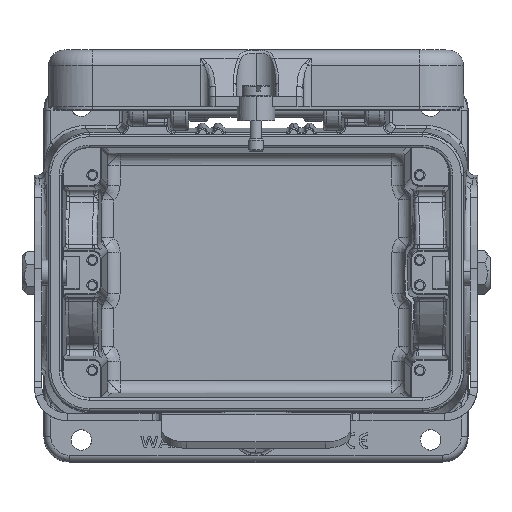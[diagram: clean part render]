
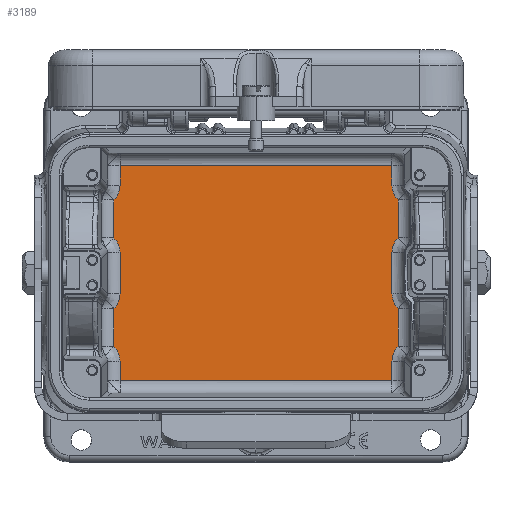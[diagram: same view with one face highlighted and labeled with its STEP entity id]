
A CAD part, top view. The second image highlights one B-rep face of the part: STEP entity #3189.
In plain terms, the highlighted planar face has unit normal (0, 0, 1).
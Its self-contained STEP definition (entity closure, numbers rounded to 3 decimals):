
#1019=FACE_OUTER_BOUND('',#7050,.T.);
#2048=B_SPLINE_CURVE_WITH_KNOTS('',3,(#27327,#27328,#27329,#27330),
 .UNSPECIFIED.,.F.,.F.,(4,4),(0.,1.),.UNSPECIFIED.);
#2049=B_SPLINE_CURVE_WITH_KNOTS('',3,(#27352,#27353,#27354,#27355),
 .UNSPECIFIED.,.F.,.F.,(4,4),(0.,1.),.UNSPECIFIED.);
#2057=B_SPLINE_CURVE_WITH_KNOTS('',3,(#27455,#27456,#27457,#27458),
 .UNSPECIFIED.,.F.,.F.,(4,4),(0.,1.),.UNSPECIFIED.);
#2058=B_SPLINE_CURVE_WITH_KNOTS('',3,(#27480,#27481,#27482,#27483),
 .UNSPECIFIED.,.F.,.F.,(4,4),(0.,1.),.UNSPECIFIED.);
#2064=B_SPLINE_CURVE_WITH_KNOTS('',3,(#27561,#27562,#27563,#27564),
 .UNSPECIFIED.,.F.,.F.,(4,4),(0.,1.),.UNSPECIFIED.);
#2065=B_SPLINE_CURVE_WITH_KNOTS('',3,(#27586,#27587,#27588,#27589),
 .UNSPECIFIED.,.F.,.F.,(4,4),(0.,1.),.UNSPECIFIED.);
#2073=B_SPLINE_CURVE_WITH_KNOTS('',3,(#27702,#27703,#27704,#27705),
 .UNSPECIFIED.,.F.,.F.,(4,4),(0.,1.),.UNSPECIFIED.);
#2079=B_SPLINE_CURVE_WITH_KNOTS('',3,(#27807,#27808,#27809,#27810),
 .UNSPECIFIED.,.F.,.F.,(4,4),(0.,1.),.UNSPECIFIED.);
#3189=ADVANCED_FACE('NONE',(#1019),#4032,.T.);
#4032=PLANE('',#18246);
#4641=LINE('',#28165,#5756);
#4642=LINE('',#28167,#5757);
#4643=LINE('',#28169,#5758);
#4644=LINE('',#28171,#5759);
#4647=LINE('',#28184,#5762);
#4648=LINE('',#28188,#5763);
#4649=LINE('',#28190,#5764);
#4650=LINE('',#28192,#5765);
#4651=LINE('',#28194,#5766);
#4654=LINE('',#28202,#5769);
#4715=LINE('',#28756,#5830);
#4716=LINE('',#28757,#5831);
#5756=VECTOR('',#20056,1.);
#5757=VECTOR('',#20059,1.);
#5758=VECTOR('',#20062,1.);
#5759=VECTOR('',#20065,1.);
#5762=VECTOR('',#20070,1.);
#5763=VECTOR('',#20075,1.);
#5764=VECTOR('',#20078,1.);
#5765=VECTOR('',#20081,1.);
#5766=VECTOR('',#20084,1.);
#5769=VECTOR('',#20091,1.);
#5830=VECTOR('',#20256,1.);
#5831=VECTOR('',#20257,1.);
#7050=EDGE_LOOP('',(#9257,#9258,#9259,#9260,#9261,#9262,#9263,#9264,#9265,
#9266,#9267,#9268,#9269,#9270,#9271,#9272,#9273,#9274,#9275,#9276));
#9257=ORIENTED_EDGE('',*,*,#15552,.T.);
#9258=ORIENTED_EDGE('',*,*,#15656,.T.);
#9259=ORIENTED_EDGE('',*,*,#15577,.T.);
#9260=ORIENTED_EDGE('',*,*,#15657,.T.);
#9261=ORIENTED_EDGE('',*,*,#15778,.T.);
#9262=ORIENTED_EDGE('',*,*,#15661,.T.);
#9263=ORIENTED_EDGE('',*,*,#15565,.T.);
#9264=ORIENTED_EDGE('',*,*,#15645,.T.);
#9265=ORIENTED_EDGE('',*,*,#15525,.T.);
#9266=ORIENTED_EDGE('',*,*,#15646,.T.);
#9267=ORIENTED_EDGE('',*,*,#15526,.T.);
#9268=ORIENTED_EDGE('',*,*,#15647,.T.);
#9269=ORIENTED_EDGE('',*,*,#15539,.T.);
#9270=ORIENTED_EDGE('',*,*,#15648,.T.);
#9271=ORIENTED_EDGE('',*,*,#15779,.T.);
#9272=ORIENTED_EDGE('',*,*,#15652,.T.);
#9273=ORIENTED_EDGE('',*,*,#15540,.T.);
#9274=ORIENTED_EDGE('',*,*,#15654,.T.);
#9275=ORIENTED_EDGE('',*,*,#15551,.T.);
#9276=ORIENTED_EDGE('',*,*,#15655,.T.);
#13709=VERTEX_POINT('',#27286);
#13710=VERTEX_POINT('',#27295);
#13711=VERTEX_POINT('',#27326);
#13712=VERTEX_POINT('',#27356);
#13713=VERTEX_POINT('',#27357);
#13715=VERTEX_POINT('',#27422);
#13717=VERTEX_POINT('',#27454);
#13718=VERTEX_POINT('',#27484);
#13719=VERTEX_POINT('',#27485);
#13721=VERTEX_POINT('',#27549);
#13723=VERTEX_POINT('',#27560);
#13724=VERTEX_POINT('',#27590);
#13725=VERTEX_POINT('',#27591);
#13727=VERTEX_POINT('',#27633);
#13729=VERTEX_POINT('',#27706);
#13736=VERTEX_POINT('',#27806);
#13763=VERTEX_POINT('',#28172);
#13766=VERTEX_POINT('',#28185);
#13767=VERTEX_POINT('',#28195);
#13770=VERTEX_POINT('',#28203);
#15525=EDGE_CURVE('NONE',#13710,#13711,#2048,.T.);
#15526=EDGE_CURVE('NONE',#13712,#13713,#2049,.T.);
#15539=EDGE_CURVE('NONE',#13715,#13717,#2057,.T.);
#15540=EDGE_CURVE('NONE',#13718,#13719,#2058,.T.);
#15551=EDGE_CURVE('NONE',#13721,#13723,#2064,.T.);
#15552=EDGE_CURVE('NONE',#13724,#13725,#2065,.T.);
#15565=EDGE_CURVE('NONE',#13729,#13709,#2073,.T.);
#15577=EDGE_CURVE('NONE',#13727,#13736,#2079,.T.);
#15645=EDGE_CURVE('NONE',#13709,#13710,#4641,.T.);
#15646=EDGE_CURVE('NONE',#13711,#13712,#4642,.T.);
#15647=EDGE_CURVE('NONE',#13713,#13715,#4643,.T.);
#15648=EDGE_CURVE('NONE',#13717,#13763,#4644,.T.);
#15652=EDGE_CURVE('NONE',#13766,#13718,#4647,.T.);
#15654=EDGE_CURVE('NONE',#13719,#13721,#4648,.T.);
#15655=EDGE_CURVE('NONE',#13723,#13724,#4649,.T.);
#15656=EDGE_CURVE('NONE',#13725,#13727,#4650,.T.);
#15657=EDGE_CURVE('NONE',#13736,#13767,#4651,.T.);
#15661=EDGE_CURVE('NONE',#13770,#13729,#4654,.T.);
#15778=EDGE_CURVE('NONE',#13767,#13770,#4715,.T.);
#15779=EDGE_CURVE('NONE',#13763,#13766,#4716,.T.);
#18246=AXIS2_PLACEMENT_3D('',#28758,#20258,#20259);
#20056=DIRECTION('',(0.,1.,0.));
#20059=DIRECTION('',(0.,1.,0.));
#20062=DIRECTION('',(0.,1.,0.));
#20065=DIRECTION('',(0.,1.,0.));
#20070=DIRECTION('',(0.,-1.,0.));
#20075=DIRECTION('',(0.,-1.,0.));
#20078=DIRECTION('',(0.,-1.,0.));
#20081=DIRECTION('',(0.,-1.,0.));
#20084=DIRECTION('',(0.,-1.,0.));
#20091=DIRECTION('',(0.,1.,0.));
#20256=DIRECTION('',(1.,0.,0.));
#20257=DIRECTION('',(-1.,0.,0.));
#20258=DIRECTION('',(0.,0.,1.));
#20259=DIRECTION('',(0.,1.,0.));
#27286=CARTESIAN_POINT('',(45.206,-23.264,-55.069));
#27295=CARTESIAN_POINT('',(45.206,-11.236,-55.069));
#27326=CARTESIAN_POINT('',(43.206,-6.546,-55.068));
#27327=CARTESIAN_POINT('',(45.206,-11.236,-55.069));
#27328=CARTESIAN_POINT('',(43.877,-9.955,-55.069));
#27329=CARTESIAN_POINT('',(43.21,-8.392,-55.069));
#27330=CARTESIAN_POINT('',(43.206,-6.546,-55.069));
#27352=CARTESIAN_POINT('',(43.206,6.546,-55.069));
#27353=CARTESIAN_POINT('',(43.21,8.392,-55.069));
#27354=CARTESIAN_POINT('',(43.877,9.955,-55.069));
#27355=CARTESIAN_POINT('',(45.206,11.236,-55.069));
#27356=CARTESIAN_POINT('',(43.206,6.546,-55.068));
#27357=CARTESIAN_POINT('',(45.206,11.236,-55.069));
#27422=CARTESIAN_POINT('',(45.206,23.264,-55.069));
#27454=CARTESIAN_POINT('',(43.206,27.954,-55.068));
#27455=CARTESIAN_POINT('',(45.206,23.264,-55.069));
#27456=CARTESIAN_POINT('',(43.877,24.545,-55.069));
#27457=CARTESIAN_POINT('',(43.21,26.108,-55.069));
#27458=CARTESIAN_POINT('',(43.206,27.954,-55.069));
#27480=CARTESIAN_POINT('',(-43.206,27.954,-55.069));
#27481=CARTESIAN_POINT('',(-43.21,26.108,-55.069));
#27482=CARTESIAN_POINT('',(-43.877,24.545,-55.069));
#27483=CARTESIAN_POINT('',(-45.206,23.264,-55.069));
#27484=CARTESIAN_POINT('',(-43.206,27.954,-55.068));
#27485=CARTESIAN_POINT('',(-45.206,23.264,-55.069));
#27549=CARTESIAN_POINT('',(-45.206,11.236,-55.069));
#27560=CARTESIAN_POINT('',(-43.206,6.546,-55.068));
#27561=CARTESIAN_POINT('',(-45.206,11.236,-55.069));
#27562=CARTESIAN_POINT('',(-43.877,9.955,-55.069));
#27563=CARTESIAN_POINT('',(-43.21,8.392,-55.069));
#27564=CARTESIAN_POINT('',(-43.206,6.546,-55.069));
#27586=CARTESIAN_POINT('',(-43.206,-6.546,-55.069));
#27587=CARTESIAN_POINT('',(-43.21,-8.392,-55.069));
#27588=CARTESIAN_POINT('',(-43.877,-9.955,-55.069));
#27589=CARTESIAN_POINT('',(-45.206,-11.236,-55.069));
#27590=CARTESIAN_POINT('',(-43.206,-6.546,-55.068));
#27591=CARTESIAN_POINT('',(-45.206,-11.236,-55.069));
#27633=CARTESIAN_POINT('',(-45.206,-23.264,-55.069));
#27702=CARTESIAN_POINT('',(43.206,-27.954,-55.069));
#27703=CARTESIAN_POINT('',(43.21,-26.108,-55.069));
#27704=CARTESIAN_POINT('',(43.877,-24.545,-55.069));
#27705=CARTESIAN_POINT('',(45.206,-23.264,-55.069));
#27706=CARTESIAN_POINT('',(43.206,-27.954,-55.068));
#27806=CARTESIAN_POINT('',(-43.206,-27.954,-55.068));
#27807=CARTESIAN_POINT('',(-45.206,-23.264,-55.069));
#27808=CARTESIAN_POINT('',(-43.877,-24.545,-55.069));
#27809=CARTESIAN_POINT('',(-43.21,-26.108,-55.069));
#27810=CARTESIAN_POINT('',(-43.206,-27.954,-55.069));
#28165=CARTESIAN_POINT('',(45.206,0.,-55.069));
#28167=CARTESIAN_POINT('',(43.206,0.,-55.069));
#28169=CARTESIAN_POINT('',(45.206,0.,-55.069));
#28171=CARTESIAN_POINT('',(43.206,0.,-55.069));
#28172=CARTESIAN_POINT('',(43.206,34.173,-55.069));
#28184=CARTESIAN_POINT('',(-43.206,0.,-55.069));
#28185=CARTESIAN_POINT('',(-43.206,34.173,-55.069));
#28188=CARTESIAN_POINT('',(-45.206,0.,-55.069));
#28190=CARTESIAN_POINT('',(-43.206,0.,-55.069));
#28192=CARTESIAN_POINT('',(-45.206,0.,-55.069));
#28194=CARTESIAN_POINT('',(-43.206,0.,-55.069));
#28195=CARTESIAN_POINT('',(-43.206,-34.173,-55.069));
#28202=CARTESIAN_POINT('',(43.206,0.,-55.069));
#28203=CARTESIAN_POINT('',(43.206,-34.173,-55.069));
#28756=CARTESIAN_POINT('',(49.436,-34.173,-55.069));
#28757=CARTESIAN_POINT('',(-49.424,34.173,-55.069));
#28758=CARTESIAN_POINT('',(0.,0.,-55.069));
